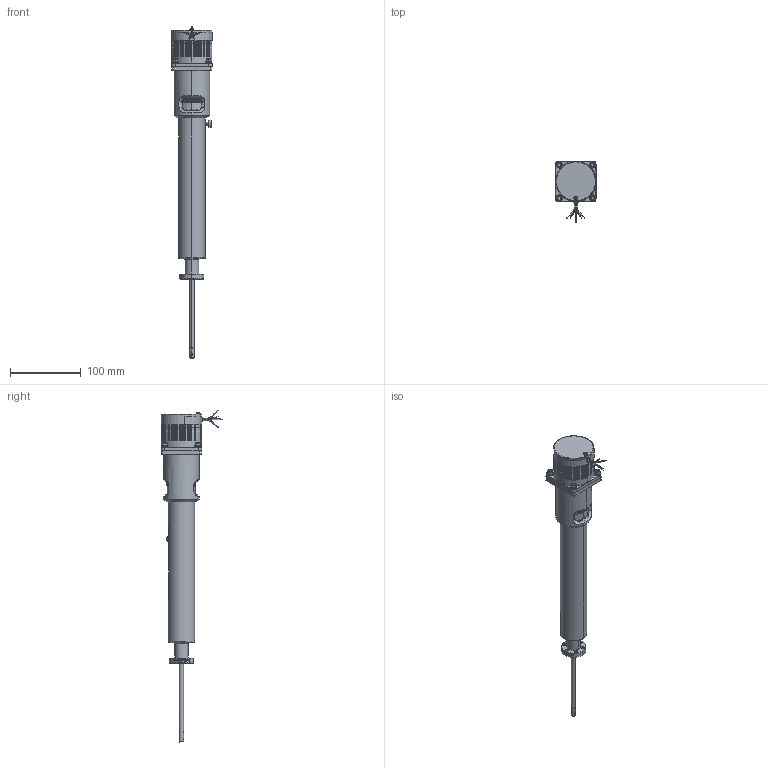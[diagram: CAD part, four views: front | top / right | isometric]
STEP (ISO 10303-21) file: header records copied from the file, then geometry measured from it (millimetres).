
FILE_DESCRIPTION (( 'STEP AP203' ), '1' );
FILE_NAME ('113078.11.stp', '2019-03-13T17:17:36', ( '' ), ( '' ), 'SwSTEP 2.0', 'SolidWorks 2012', '' );
FILE_SCHEMA (( 'CONFIG_CONTROL_DESIGN' ));
Products named in the file (1): 113078.11
Bounding box: 57.4 x 86.93 x 468.47 mm (x, y, z)
Volume: 509214.6 mm3; surface area: 64053.5 mm2
Topology: 1 solids, 12 shells, 1678 faces, 4762 edges, 3185 vertices
Faces by surface type: cylinder 661, plane 606, cone 217, bspline 194
Entity records: 120465 total; most frequent: CARTESIAN_POINT 79860, ORIENTED_EDGE 9508, DIRECTION 7218, EDGE_CURVE 4754, VERTEX_POINT 3177, AXIS2_PLACEMENT_3D 2639, LINE 1940, VECTOR 1940
